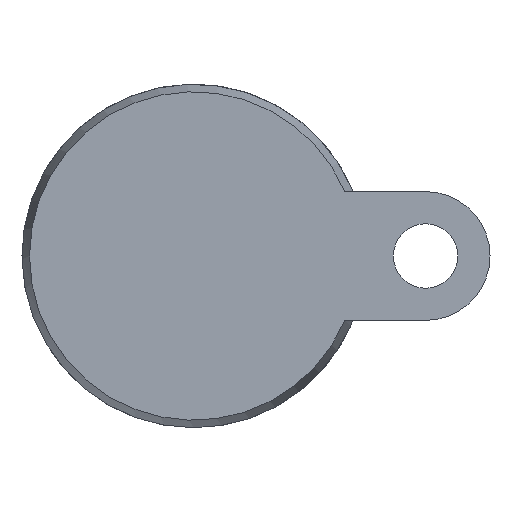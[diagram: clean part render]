
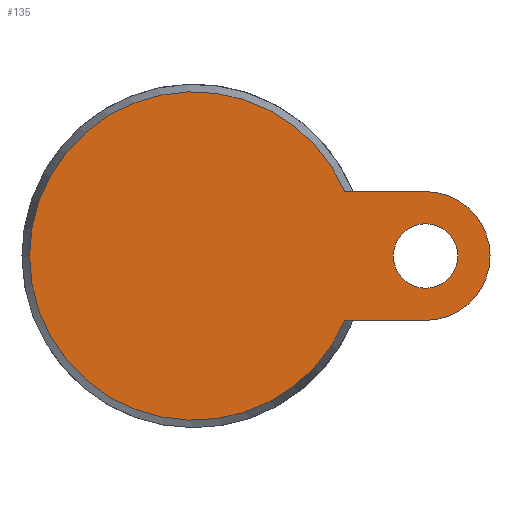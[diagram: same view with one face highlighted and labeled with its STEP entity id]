
A CAD part, front view. The second image highlights one B-rep face of the part: STEP entity #135.
In plain terms, the highlighted planar face has unit normal (0, -1, 0).
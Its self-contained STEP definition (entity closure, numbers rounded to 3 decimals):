
#135 = ADVANCED_FACE( '', ( #290, #291 ), #292, .F. );
#290 = FACE_BOUND( '', #483, .T. );
#291 = FACE_OUTER_BOUND( '', #484, .T. );
#292 = PLANE( '', #485 );
#483 = EDGE_LOOP( '', ( #773 ) );
#484 = EDGE_LOOP( '', ( #774, #775, #776, #777 ) );
#485 = AXIS2_PLACEMENT_3D( '', #778, #779, #780 );
#773 = ORIENTED_EDGE( '', *, *, #904, .T. );
#774 = ORIENTED_EDGE( '', *, *, #979, .F. );
#775 = ORIENTED_EDGE( '', *, *, #874, .T. );
#776 = ORIENTED_EDGE( '', *, *, #982, .F. );
#777 = ORIENTED_EDGE( '', *, *, #983, .F. );
#778 = CARTESIAN_POINT( '', ( 38.25, 0., 0. ) );
#779 = DIRECTION( '', ( 0., 1., 0. ) );
#780 = DIRECTION( '', ( 0., 0., 1. ) );
#874 = EDGE_CURVE( '', #1003, #1007, #1009, .T. );
#904 = EDGE_CURVE( '', #1058, #1058, #1059, .T. );
#979 = EDGE_CURVE( '', #1003, #1166, #1167, .T. );
#982 = EDGE_CURVE( '', #1170, #1007, #1171, .T. );
#983 = EDGE_CURVE( '', #1166, #1170, #1172, .T. );
#1003 = VERTEX_POINT( '', #1192 );
#1007 = VERTEX_POINT( '', #1199 );
#1009 = CIRCLE( '', #1204, 38.25 );
#1058 = VERTEX_POINT( '', #1324 );
#1059 = CIRCLE( '', #1325, 7.5 );
#1166 = VERTEX_POINT( '', #1512 );
#1167 = LINE( '', #1513, #1514 );
#1170 = VERTEX_POINT( '', #1518 );
#1171 = LINE( '', #1519, #1520 );
#1172 = CIRCLE( '', #1521, 15. );
#1192 = CARTESIAN_POINT( '', ( 35.186, 0., 15. ) );
#1199 = CARTESIAN_POINT( '', ( 35.186, 0., -15. ) );
#1204 = AXIS2_PLACEMENT_3D( '', #1554, #1555, #1556 );
#1324 = CARTESIAN_POINT( '', ( 61.5, 0., 0. ) );
#1325 = AXIS2_PLACEMENT_3D( '', #1581, #1582, #1583 );
#1512 = CARTESIAN_POINT( '', ( 54., 0., 15. ) );
#1513 = CARTESIAN_POINT( '', ( 0., 0., 15. ) );
#1514 = VECTOR( '', #1657, 1000. );
#1518 = CARTESIAN_POINT( '', ( 54., 0., -15. ) );
#1519 = CARTESIAN_POINT( '', ( 54., 0., -15. ) );
#1520 = VECTOR( '', #1659, 1000. );
#1521 = AXIS2_PLACEMENT_3D( '', #1660, #1661, #1662 );
#1554 = CARTESIAN_POINT( '', ( 0., 0., 0. ) );
#1555 = DIRECTION( '', ( 0., -1., 0. ) );
#1556 = DIRECTION( '', ( 0., 0., -1. ) );
#1581 = CARTESIAN_POINT( '', ( 54., 0., 0. ) );
#1582 = DIRECTION( '', ( 0., 1., 0. ) );
#1583 = DIRECTION( '', ( 1., 0., 0. ) );
#1657 = DIRECTION( '', ( 1., 0., 0. ) );
#1659 = DIRECTION( '', ( -1., 0., 0. ) );
#1660 = CARTESIAN_POINT( '', ( 54., 0., 0. ) );
#1661 = DIRECTION( '', ( 0., 1., 0. ) );
#1662 = DIRECTION( '', ( 1., 0., 0. ) );
